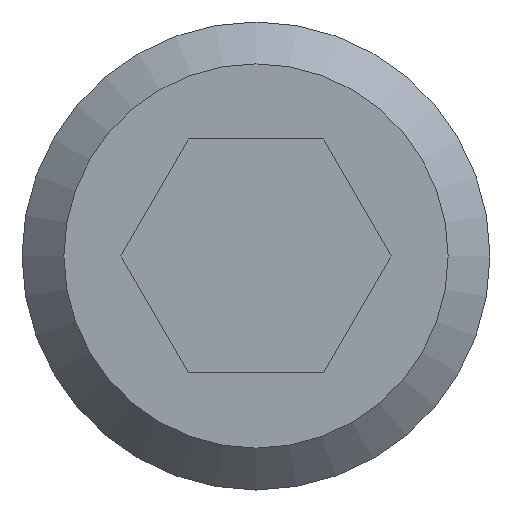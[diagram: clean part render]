
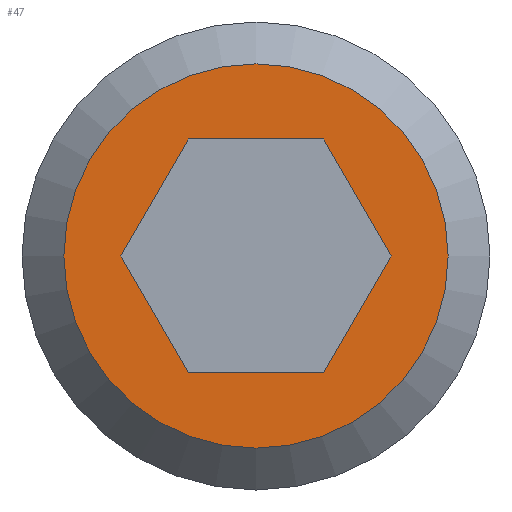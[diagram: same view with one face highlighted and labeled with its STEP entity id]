
A CAD part, left-side view. The second image highlights one B-rep face of the part: STEP entity #47.
In plain terms, the highlighted planar face has unit normal (-1, 0, 0).
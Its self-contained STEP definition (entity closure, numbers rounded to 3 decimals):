
#47 = ADVANCED_FACE( '', ( #97, #98 ), #99, .F. );
#97 = FACE_OUTER_BOUND( '', #149, .T. );
#98 = FACE_BOUND( '', #150, .T. );
#99 = PLANE( '', #151 );
#149 = EDGE_LOOP( '', ( #216 ) );
#150 = EDGE_LOOP( '', ( #217, #218, #219, #220, #221, #222 ) );
#151 = AXIS2_PLACEMENT_3D( '', #223, #224, #225 );
#216 = ORIENTED_EDGE( '', *, *, #297, .F. );
#217 = ORIENTED_EDGE( '', *, *, #298, .T. );
#218 = ORIENTED_EDGE( '', *, *, #299, .T. );
#219 = ORIENTED_EDGE( '', *, *, #293, .T. );
#220 = ORIENTED_EDGE( '', *, *, #300, .T. );
#221 = ORIENTED_EDGE( '', *, *, #280, .T. );
#222 = ORIENTED_EDGE( '', *, *, #301, .T. );
#223 = CARTESIAN_POINT( '', ( 0., 0., 0. ) );
#224 = DIRECTION( '', ( 1., 0., 0. ) );
#225 = DIRECTION( '', ( 0., 0., -1. ) );
#280 = EDGE_CURVE( '', #319, #320, #321, .T. );
#293 = EDGE_CURVE( '', #341, #342, #343, .T. );
#297 = EDGE_CURVE( '', #347, #347, #348, .T. );
#298 = EDGE_CURVE( '', #349, #350, #351, .T. );
#299 = EDGE_CURVE( '', #350, #341, #352, .T. );
#300 = EDGE_CURVE( '', #342, #319, #353, .T. );
#301 = EDGE_CURVE( '', #320, #349, #354, .T. );
#319 = VERTEX_POINT( '', #372 );
#320 = VERTEX_POINT( '', #373 );
#321 = LINE( '', #374, #375 );
#341 = VERTEX_POINT( '', #403 );
#342 = VERTEX_POINT( '', #404 );
#343 = LINE( '', #405, #406 );
#347 = VERTEX_POINT( '', #412 );
#348 = CIRCLE( '', #413, 4.927 );
#349 = VERTEX_POINT( '', #414 );
#350 = VERTEX_POINT( '', #415 );
#351 = LINE( '', #416, #417 );
#352 = LINE( '', #418, #419 );
#353 = LINE( '', #420, #421 );
#354 = LINE( '', #422, #423 );
#372 = CARTESIAN_POINT( '', ( 0., 1.732, -3. ) );
#373 = CARTESIAN_POINT( '', ( 0., 3.464, 0. ) );
#374 = CARTESIAN_POINT( '', ( 0., 1.732, -3. ) );
#375 = VECTOR( '', #443, 1000. );
#403 = CARTESIAN_POINT( '', ( 0., -3.464, 0. ) );
#404 = CARTESIAN_POINT( '', ( 0., -1.732, -3. ) );
#405 = CARTESIAN_POINT( '', ( 0., -3.464, 0. ) );
#406 = VECTOR( '', #455, 1000. );
#412 = CARTESIAN_POINT( '', ( 0., 0., -4.927 ) );
#413 = AXIS2_PLACEMENT_3D( '', #458, #459, #460 );
#414 = CARTESIAN_POINT( '', ( 0., 1.732, 3. ) );
#415 = CARTESIAN_POINT( '', ( 0., -1.732, 3. ) );
#416 = CARTESIAN_POINT( '', ( 0., 1.732, 3. ) );
#417 = VECTOR( '', #461, 1000. );
#418 = CARTESIAN_POINT( '', ( 0., -1.732, 3. ) );
#419 = VECTOR( '', #462, 1000. );
#420 = CARTESIAN_POINT( '', ( 0., -1.732, -3. ) );
#421 = VECTOR( '', #463, 1000. );
#422 = CARTESIAN_POINT( '', ( 0., 3.464, 0. ) );
#423 = VECTOR( '', #464, 1000. );
#443 = DIRECTION( '', ( 0., 0.5, 0.866 ) );
#455 = DIRECTION( '', ( 0., 0.5, -0.866 ) );
#458 = CARTESIAN_POINT( '', ( 0., 0., 0. ) );
#459 = DIRECTION( '', ( 1., 0., 0. ) );
#460 = DIRECTION( '', ( 0., 0., -1. ) );
#461 = DIRECTION( '', ( 0., -1., 0. ) );
#462 = DIRECTION( '', ( 0., -0.5, -0.866 ) );
#463 = DIRECTION( '', ( 0., 1., 0. ) );
#464 = DIRECTION( '', ( 0., -0.5, 0.866 ) );
